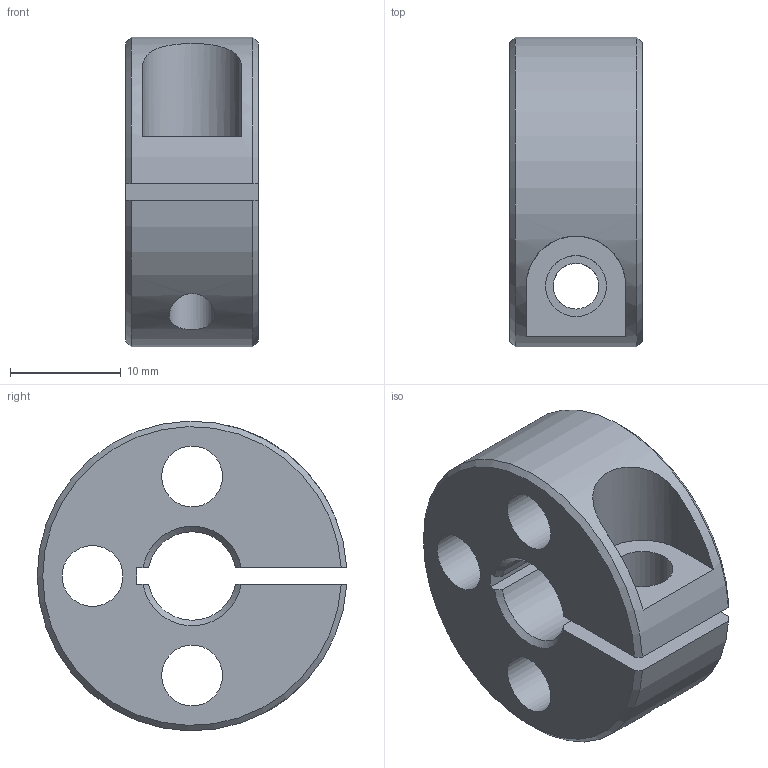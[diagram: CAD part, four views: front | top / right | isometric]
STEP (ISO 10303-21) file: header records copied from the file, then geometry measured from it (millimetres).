
FILE_DESCRIPTION( ( 'STEP AP214' ), '1' );
FILE_NAME( 'SCS0812CP3.stp', '2020-10-08T06:09:09', ( 'License CC BY-ND 4.0' ), ( 'CADENAS' ), ' ', 'PARTsolutions', ' ' );
FILE_SCHEMA( ( 'AUTOMOTIVE_DESIGN { 1 0 10303 214 1 1 1 1 }' ) );
Length unit declared in the file: millimetre
Products named in the file (2): SCS0812CP3; _SCS  0812CP3-part
Assembly tree (1 placements, depth 2):
  SCS0812CP3
    _SCS  0812CP3-part
Bounding box: 12 x 27.98 x 27.99 mm (x, y, z)
Volume: 5083.4 mm3; surface area: 3337.8 mm2
Topology: 1 solids, 1 shells, 25 faces, 67 edges, 45 vertices
Faces by surface type: plane 10, cylinder 9, cone 6
Full cylindrical faces by diameter (mm): 4.134 x1, 5.5 x4
Entity records: 1120 total; most frequent: CARTESIAN_POINT 263, DIRECTION 125, ORIENTED_EDGE 122, EDGE_CURVE 61, AXIS2_PLACEMENT_3D 51, VERTEX_POINT 44, EDGE_LOOP 41, FACE_OUTER_BOUND 30
